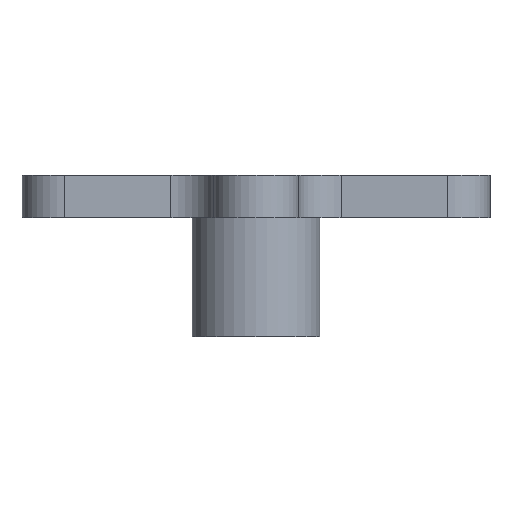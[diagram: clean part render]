
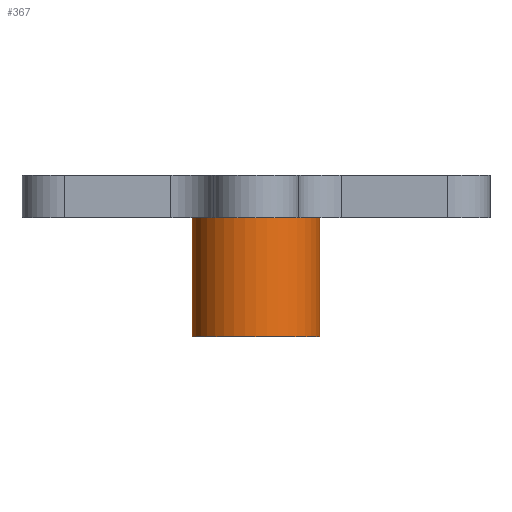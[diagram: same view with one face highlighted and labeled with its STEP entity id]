
A CAD part, front view. The second image highlights one B-rep face of the part: STEP entity #367.
In plain terms, the highlighted cylindrical face has radius 7.5 mm (diameter 15 mm), a partial arc.
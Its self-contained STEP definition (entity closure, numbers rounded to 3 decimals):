
#120 = CARTESIAN_POINT ( 'NONE',  ( -7.5, 0., 0. ) ) ;
#144 = DIRECTION ( 'NONE',  ( -1., 0., 0. ) ) ;
#159 = EDGE_CURVE ( 'NONE', #422, #354, #857, .T. ) ;
#160 = ORIENTED_EDGE ( 'NONE', *, *, #244, .F. ) ;
#169 = AXIS2_PLACEMENT_3D ( 'NONE', #516, #233, #144 ) ;
#185 = VERTEX_POINT ( 'NONE', #454 ) ;
#186 = AXIS2_PLACEMENT_3D ( 'NONE', #905, #739, #1084 ) ;
#200 = VECTOR ( 'NONE', #553, 1000. ) ;
#222 = CARTESIAN_POINT ( 'NONE',  ( 7.5, 0., -14. ) ) ;
#233 = DIRECTION ( 'NONE',  ( 0., 0., -1. ) ) ;
#244 = EDGE_CURVE ( 'NONE', #457, #354, #1009, .T. ) ;
#268 = DIRECTION ( 'NONE',  ( 0., 0., -1. ) ) ;
#307 = VECTOR ( 'NONE', #557, 1000. ) ;
#354 = VERTEX_POINT ( 'NONE', #120 ) ;
#367 = ADVANCED_FACE ( 'NONE', ( #467 ), #743, .T. ) ;
#422 = VERTEX_POINT ( 'NONE', #1020 ) ;
#443 = ORIENTED_EDGE ( 'NONE', *, *, #811, .T. ) ;
#454 = CARTESIAN_POINT ( 'NONE',  ( 7.5, 0., -14. ) ) ;
#456 = AXIS2_PLACEMENT_3D ( 'NONE', #978, #268, #546 ) ;
#457 = VERTEX_POINT ( 'NONE', #1014 ) ;
#467 = FACE_OUTER_BOUND ( 'NONE', #591, .T. ) ;
#516 = CARTESIAN_POINT ( 'NONE',  ( 0., 0., -14. ) ) ;
#531 = ORIENTED_EDGE ( 'NONE', *, *, #887, .F. ) ;
#546 = DIRECTION ( 'NONE',  ( -1., 0., 0. ) ) ;
#553 = DIRECTION ( 'NONE',  ( 0., 0., 1. ) ) ;
#557 = DIRECTION ( 'NONE',  ( 0., 0., 1. ) ) ;
#591 = EDGE_LOOP ( 'NONE', ( #160, #531, #443, #659 ) ) ;
#659 = ORIENTED_EDGE ( 'NONE', *, *, #159, .T. ) ;
#734 = CARTESIAN_POINT ( 'NONE',  ( -7.5, 0., -14. ) ) ;
#739 = DIRECTION ( 'NONE',  ( 0., 0., 1. ) ) ;
#743 = CYLINDRICAL_SURFACE ( 'NONE', #186, 7.5 ) ;
#811 = EDGE_CURVE ( 'NONE', #185, #422, #1007, .T. ) ;
#857 = CIRCLE ( 'NONE', #456, 7.5 ) ;
#887 = EDGE_CURVE ( 'NONE', #185, #457, #1045, .T. ) ;
#905 = CARTESIAN_POINT ( 'NONE',  ( 0., 0., -14. ) ) ;
#978 = CARTESIAN_POINT ( 'NONE',  ( 0., 0., 0. ) ) ;
#1007 = LINE ( 'NONE', #222, #200 ) ;
#1009 = LINE ( 'NONE', #734, #307 ) ;
#1014 = CARTESIAN_POINT ( 'NONE',  ( -7.5, 0., -14. ) ) ;
#1020 = CARTESIAN_POINT ( 'NONE',  ( 7.5, 0., 0. ) ) ;
#1045 = CIRCLE ( 'NONE', #169, 7.5 ) ;
#1084 = DIRECTION ( 'NONE',  ( 1., 0., 0. ) ) ;
